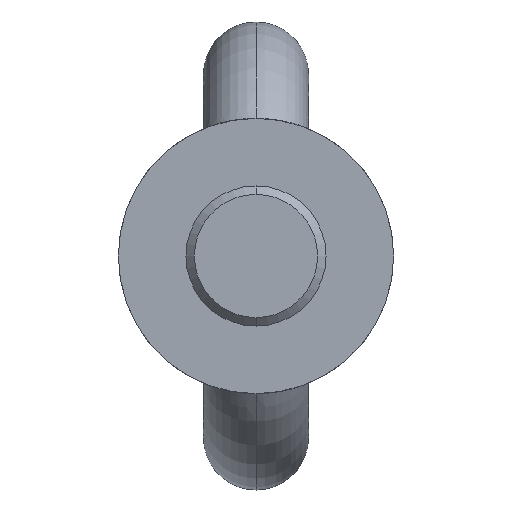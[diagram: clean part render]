
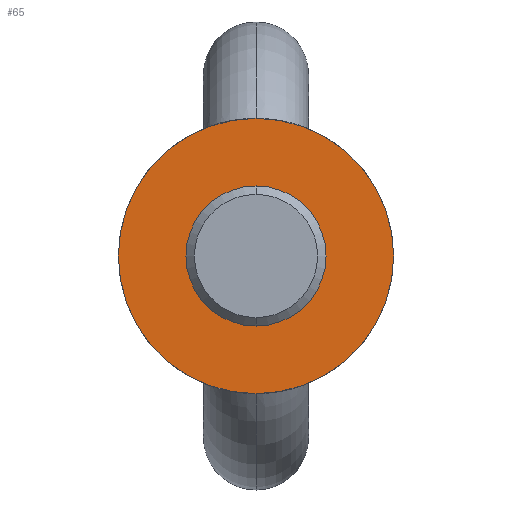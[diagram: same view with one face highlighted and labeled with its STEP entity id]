
A CAD part, front view. The second image highlights one B-rep face of the part: STEP entity #65.
In plain terms, the highlighted planar face has unit normal (0, -1, 0).
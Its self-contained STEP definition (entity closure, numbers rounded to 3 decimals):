
#65=ADVANCED_FACE('',(#105,#106),#107,.T.);
#105=FACE_OUTER_BOUND('',#146,.T.);
#106=FACE_BOUND('',#147,.T.);
#107=PLANE('',#148);
#146=EDGE_LOOP('',(#290,#291));
#147=EDGE_LOOP('',(#292,#293));
#148=AXIS2_PLACEMENT_3D('',#294,#295,#296);
#290=ORIENTED_EDGE('',*,*,#321,.T.);
#291=ORIENTED_EDGE('',*,*,#339,.T.);
#292=ORIENTED_EDGE('',*,*,#313,.F.);
#293=ORIENTED_EDGE('',*,*,#340,.F.);
#294=CARTESIAN_POINT('',(0.0,0.0,39.813));
#295=DIRECTION('',(0.0,-1.0,0.0));
#296=DIRECTION('',(0.0,0.0,-1.0));
#313=EDGE_CURVE('',#367,#370,#371,.T.);
#321=EDGE_CURVE('',#375,#382,#384,.T.);
#339=EDGE_CURVE('',#382,#375,#408,.T.);
#340=EDGE_CURVE('',#370,#367,#409,.T.);
#367=VERTEX_POINT('',#620);
#370=VERTEX_POINT('',#624);
#371=CIRCLE('',#625,24.625);
#375=VERTEX_POINT('',#630);
#382=VERTEX_POINT('',#676);
#384=CIRCLE('',#679,55.0);
#408=CIRCLE('',#853,55.0);
#409=CIRCLE('',#854,24.625);
#620=CARTESIAN_POINT('',(0.0,0.0,24.625));
#624=CARTESIAN_POINT('',(0.,0.0,-24.625));
#625=AXIS2_PLACEMENT_3D('',#885,#886,#887);
#630=CARTESIAN_POINT('',(0.0,0.0,55.0));
#676=CARTESIAN_POINT('',(0.,0.0,-55.0));
#679=AXIS2_PLACEMENT_3D('',#897,#898,#899);
#853=AXIS2_PLACEMENT_3D('',#933,#934,#935);
#854=AXIS2_PLACEMENT_3D('',#936,#937,#938);
#885=CARTESIAN_POINT('',(0.0,0.0,0.0));
#886=DIRECTION('',(0.0,-1.0,0.0));
#887=DIRECTION('',(0.0,0.0,1.0));
#897=CARTESIAN_POINT('',(0.0,0.0,0.0));
#898=DIRECTION('',(0.0,-1.0,0.0));
#899=DIRECTION('',(0.0,0.0,1.0));
#933=CARTESIAN_POINT('',(0.0,0.0,0.0));
#934=DIRECTION('',(0.0,-1.0,0.0));
#935=DIRECTION('',(0.0,0.0,1.0));
#936=CARTESIAN_POINT('',(0.0,0.0,0.0));
#937=DIRECTION('',(0.0,-1.0,0.0));
#938=DIRECTION('',(0.0,0.0,1.0));
